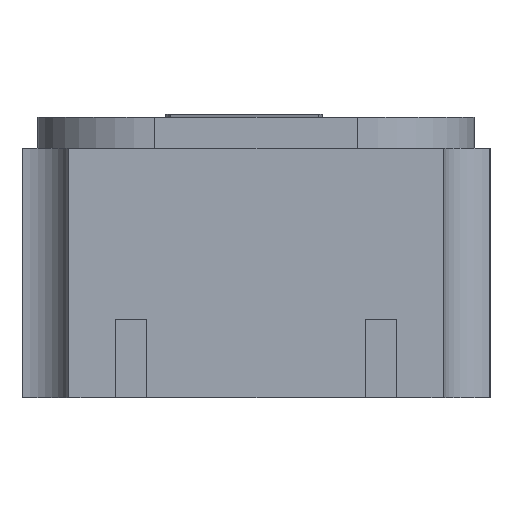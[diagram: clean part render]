
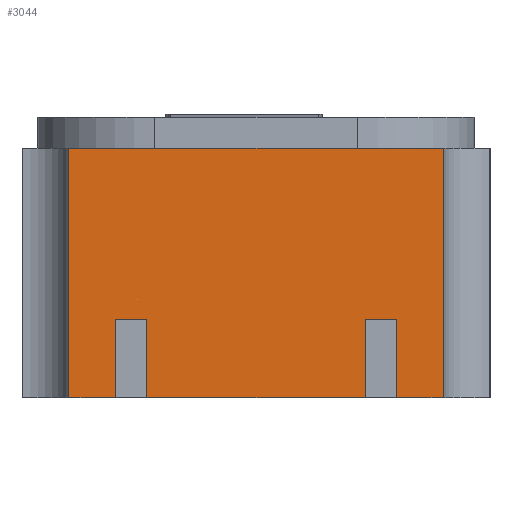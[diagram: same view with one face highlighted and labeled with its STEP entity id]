
A CAD part, left-side view. The second image highlights one B-rep face of the part: STEP entity #3044.
In plain terms, the highlighted planar face has unit normal (-1, 0, 0).
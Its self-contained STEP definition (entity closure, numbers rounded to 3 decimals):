
#2 = CARTESIAN_POINT ( 'NONE',  ( -2.05, -0.35, 0. ) ) ;
#158 = DIRECTION ( 'NONE',  ( 0., 1., 0. ) ) ;
#231 = LINE ( 'NONE', #2, #1061 ) ;
#240 = CARTESIAN_POINT ( 'NONE',  ( -2.05, -0.75, 0. ) ) ;
#301 = ORIENTED_EDGE ( 'NONE', *, *, #7320, .F. ) ;
#443 = LINE ( 'NONE', #4055, #5012 ) ;
#532 = LINE ( 'NONE', #7007, #4635 ) ;
#653 = VERTEX_POINT ( 'NONE', #6790 ) ;
#663 = DIRECTION ( 'NONE',  ( 0., 0., -1. ) ) ;
#688 = LINE ( 'NONE', #3081, #2941 ) ;
#772 = ORIENTED_EDGE ( 'NONE', *, *, #4151, .F. ) ;
#814 = CARTESIAN_POINT ( 'NONE',  ( -2.05, 0.35, 0. ) ) ;
#917 = CARTESIAN_POINT ( 'NONE',  ( -2.05, -0.6, 0. ) ) ;
#1061 = VECTOR ( 'NONE', #4348, 1000. ) ;
#1326 = LINE ( 'NONE', #3790, #2912 ) ;
#1363 = CARTESIAN_POINT ( 'NONE',  ( -2.05, 0.6, 0. ) ) ;
#1422 = VECTOR ( 'NONE', #2802, 1000. ) ;
#1523 = DIRECTION ( 'NONE',  ( 0., 0., 1. ) ) ;
#1593 = CARTESIAN_POINT ( 'NONE',  ( -2.05, -0.75, 0.25 ) ) ;
#1644 = CARTESIAN_POINT ( 'NONE',  ( -2.05, 0.35, 0. ) ) ;
#1782 = ORIENTED_EDGE ( 'NONE', *, *, #2369, .T. ) ;
#1851 = VERTEX_POINT ( 'NONE', #3564 ) ;
#2214 = VERTEX_POINT ( 'NONE', #1644 ) ;
#2306 = VERTEX_POINT ( 'NONE', #5995 ) ;
#2369 = EDGE_CURVE ( 'NONE', #6162, #6346, #2531, .T. ) ;
#2463 = CARTESIAN_POINT ( 'NONE',  ( -2.05, -0.6, 0. ) ) ;
#2482 = VERTEX_POINT ( 'NONE', #3041 ) ;
#2491 = DIRECTION ( 'NONE',  ( 1., 0., 0. ) ) ;
#2530 = LINE ( 'NONE', #240, #3296 ) ;
#2531 = LINE ( 'NONE', #1363, #3417 ) ;
#2802 = DIRECTION ( 'NONE',  ( 0., 1., 0. ) ) ;
#2863 = CARTESIAN_POINT ( 'NONE',  ( -2.05, 0.45, 0. ) ) ;
#2912 = VECTOR ( 'NONE', #6529, 1000. ) ;
#2941 = VECTOR ( 'NONE', #5413, 1000. ) ;
#2981 = DIRECTION ( 'NONE',  ( 0., 1., 0. ) ) ;
#3041 = CARTESIAN_POINT ( 'NONE',  ( -2.05, -0.45, 0.25 ) ) ;
#3044 = ADVANCED_FACE ( 'NONE', ( #3571 ), #3092, .F. ) ;
#3081 = CARTESIAN_POINT ( 'NONE',  ( -2.05, -0.75, 0. ) ) ;
#3092 = PLANE ( 'NONE',  #7322 ) ;
#3099 = CARTESIAN_POINT ( 'NONE',  ( -2.05, -0.75, 0. ) ) ;
#3165 = VERTEX_POINT ( 'NONE', #6752 ) ;
#3201 = EDGE_CURVE ( 'NONE', #2214, #7213, #6176, .T. ) ;
#3272 = CARTESIAN_POINT ( 'NONE',  ( -2.05, 0.35, 0.25 ) ) ;
#3296 = VECTOR ( 'NONE', #3749, 1000. ) ;
#3318 = DIRECTION ( 'NONE',  ( 0., 0., 1. ) ) ;
#3417 = VECTOR ( 'NONE', #3750, 1000. ) ;
#3553 = VERTEX_POINT ( 'NONE', #4997 ) ;
#3564 = CARTESIAN_POINT ( 'NONE',  ( -2.05, -0.35, 0.25 ) ) ;
#3571 = FACE_OUTER_BOUND ( 'NONE', #6821, .T. ) ;
#3572 = ORIENTED_EDGE ( 'NONE', *, *, #3740, .F. ) ;
#3576 = LINE ( 'NONE', #3099, #6222 ) ;
#3668 = VECTOR ( 'NONE', #158, 1000. ) ;
#3698 = CARTESIAN_POINT ( 'NONE',  ( -2.05, 0.6, 0. ) ) ;
#3716 = CARTESIAN_POINT ( 'NONE',  ( -2.05, -0.75, 0. ) ) ;
#3740 = EDGE_CURVE ( 'NONE', #2482, #1851, #6820, .T. ) ;
#3749 = DIRECTION ( 'NONE',  ( 0., 1., 0. ) ) ;
#3750 = DIRECTION ( 'NONE',  ( 0., 0., -1. ) ) ;
#3790 = CARTESIAN_POINT ( 'NONE',  ( -2.05, -0.75, 0.8 ) ) ;
#3914 = VERTEX_POINT ( 'NONE', #2863 ) ;
#4055 = CARTESIAN_POINT ( 'NONE',  ( -2.05, -0.45, 0. ) ) ;
#4064 = VERTEX_POINT ( 'NONE', #2463 ) ;
#4108 = CARTESIAN_POINT ( 'NONE',  ( -2.05, 0.6, 0.8 ) ) ;
#4151 = EDGE_CURVE ( 'NONE', #3914, #6346, #3576, .T. ) ;
#4227 = ORIENTED_EDGE ( 'NONE', *, *, #6677, .F. ) ;
#4348 = DIRECTION ( 'NONE',  ( 0., 0., -1. ) ) ;
#4394 = EDGE_CURVE ( 'NONE', #2306, #2482, #443, .T. ) ;
#4479 = ORIENTED_EDGE ( 'NONE', *, *, #6685, .F. ) ;
#4635 = VECTOR ( 'NONE', #7510, 1000. ) ;
#4680 = EDGE_CURVE ( 'NONE', #4064, #653, #6814, .T. ) ;
#4695 = LINE ( 'NONE', #7025, #3668 ) ;
#4802 = ORIENTED_EDGE ( 'NONE', *, *, #4680, .T. ) ;
#4997 = CARTESIAN_POINT ( 'NONE',  ( -2.05, 0.45, 0.25 ) ) ;
#5012 = VECTOR ( 'NONE', #7458, 1000. ) ;
#5127 = ORIENTED_EDGE ( 'NONE', *, *, #3201, .F. ) ;
#5359 = ORIENTED_EDGE ( 'NONE', *, *, #5511, .F. ) ;
#5413 = DIRECTION ( 'NONE',  ( 0., 1., 0. ) ) ;
#5511 = EDGE_CURVE ( 'NONE', #1851, #3165, #231, .T. ) ;
#5630 = VECTOR ( 'NONE', #3318, 1000. ) ;
#5672 = ORIENTED_EDGE ( 'NONE', *, *, #6013, .F. ) ;
#5979 = VECTOR ( 'NONE', #1523, 1000. ) ;
#5995 = CARTESIAN_POINT ( 'NONE',  ( -2.05, -0.45, 0. ) ) ;
#6013 = EDGE_CURVE ( 'NONE', #3165, #2214, #688, .T. ) ;
#6162 = VERTEX_POINT ( 'NONE', #4108 ) ;
#6176 = LINE ( 'NONE', #814, #5979 ) ;
#6222 = VECTOR ( 'NONE', #2981, 1000. ) ;
#6278 = ORIENTED_EDGE ( 'NONE', *, *, #4394, .F. ) ;
#6346 = VERTEX_POINT ( 'NONE', #3698 ) ;
#6392 = ORIENTED_EDGE ( 'NONE', *, *, #6679, .F. ) ;
#6529 = DIRECTION ( 'NONE',  ( 0., -1., 0. ) ) ;
#6677 = EDGE_CURVE ( 'NONE', #7213, #3553, #4695, .T. ) ;
#6679 = EDGE_CURVE ( 'NONE', #4064, #2306, #2530, .T. ) ;
#6685 = EDGE_CURVE ( 'NONE', #6162, #653, #1326, .T. ) ;
#6752 = CARTESIAN_POINT ( 'NONE',  ( -2.05, -0.35, 0. ) ) ;
#6790 = CARTESIAN_POINT ( 'NONE',  ( -2.05, -0.6, 0.8 ) ) ;
#6814 = LINE ( 'NONE', #917, #5630 ) ;
#6820 = LINE ( 'NONE', #1593, #1422 ) ;
#6821 = EDGE_LOOP ( 'NONE', ( #772, #301, #4227, #5127, #5672, #5359, #3572, #6278, #6392, #4802, #4479, #1782 ) ) ;
#7007 = CARTESIAN_POINT ( 'NONE',  ( -2.05, 0.45, 0. ) ) ;
#7025 = CARTESIAN_POINT ( 'NONE',  ( -2.05, -0.75, 0.25 ) ) ;
#7213 = VERTEX_POINT ( 'NONE', #3272 ) ;
#7320 = EDGE_CURVE ( 'NONE', #3553, #3914, #532, .T. ) ;
#7322 = AXIS2_PLACEMENT_3D ( 'NONE', #3716, #2491, #663 ) ;
#7458 = DIRECTION ( 'NONE',  ( 0., 0., 1. ) ) ;
#7510 = DIRECTION ( 'NONE',  ( 0., 0., -1. ) ) ;
